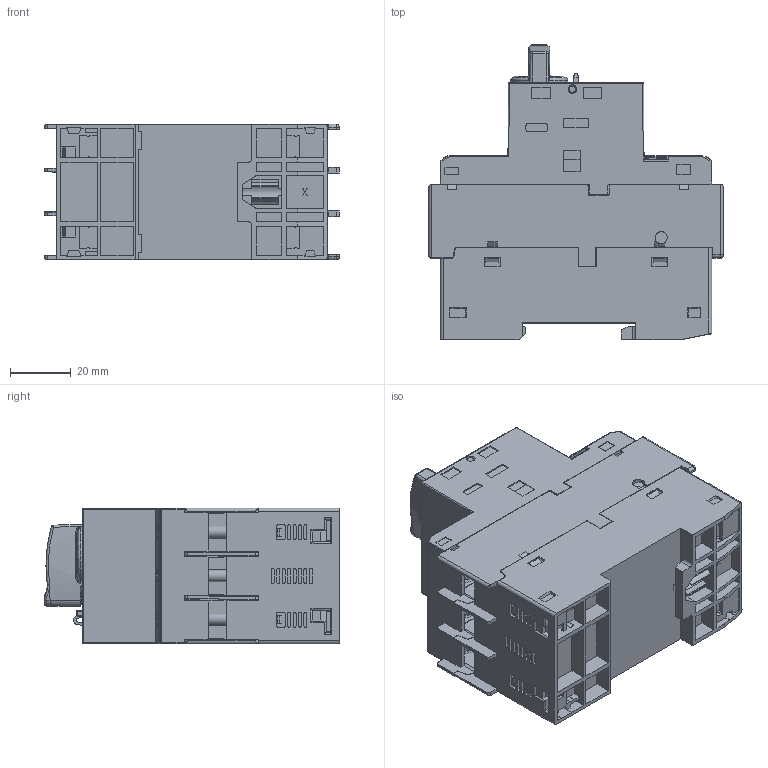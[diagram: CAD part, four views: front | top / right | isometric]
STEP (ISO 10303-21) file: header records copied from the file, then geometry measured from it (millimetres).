
FILE_DESCRIPTION (( 'STEP AP203' ), '1' );
FILE_NAME ('MPW40-3-U032.step', '2020-08-11T11:04:59', ( '' ), ( '' ), 'SwSTEP 2.0', 'SolidWorks 2019', '' );
FILE_SCHEMA (( 'CONFIG_CONTROL_DESIGN' ));
Length unit declared in the file: millimetre
Products named in the file (1): MPW40-3-U032
Bounding box: 97.2 x 97.48 x 44.8 mm (x, y, z)
Volume: 305167.8 mm3; surface area: 65880.7 mm2
Topology: 12 solids, 12 shells, 2081 faces, 5684 edges, 3710 vertices
Faces by surface type: plane 1356, cylinder 378, bspline 245, cone 90, torus 12
Entity records: 74054 total; most frequent: CARTESIAN_POINT 23890, ORIENTED_EDGE 11328, DIRECTION 9085, EDGE_CURVE 5664, VECTOR 3759, LINE 3759, VERTEX_POINT 3710, AXIS2_PLACEMENT_3D 2663
